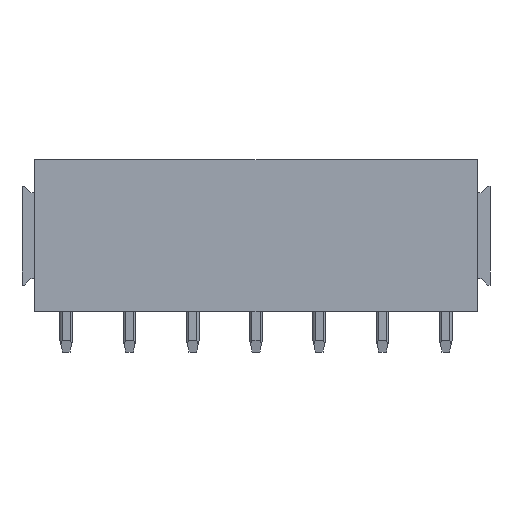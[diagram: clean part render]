
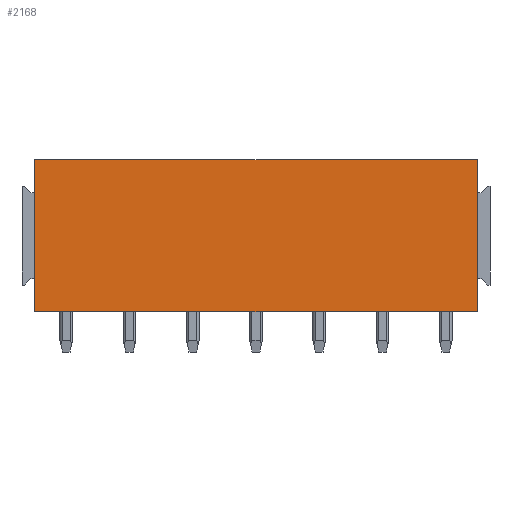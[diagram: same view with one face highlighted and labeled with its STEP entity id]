
A CAD part, front view. The second image highlights one B-rep face of the part: STEP entity #2168.
In plain terms, the highlighted planar face has unit normal (0, -1, 0).
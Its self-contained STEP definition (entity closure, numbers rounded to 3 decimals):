
#2148=AXIS2_PLACEMENT_3D('Plane Axis2P3D',#2145,#2146,#2147) ;
#629=CARTESIAN_POINT('Vertex',(36.,0.,3.2)) ;
#632=CARTESIAN_POINT('Line Origine',(18.5,0.,3.2)) ;
#636=CARTESIAN_POINT('Vertex',(1.,0.,3.2)) ;
#2120=CARTESIAN_POINT('Vertex',(36.,0.,15.2)) ;
#2123=CARTESIAN_POINT('Line Origine',(36.,0.,9.2)) ;
#2145=CARTESIAN_POINT('Axis2P3D Location',(1.,0.,3.2)) ;
#2150=CARTESIAN_POINT('Line Origine',(18.5,0.,15.2)) ;
#2154=CARTESIAN_POINT('Vertex',(1.,0.,15.2)) ;
#2157=CARTESIAN_POINT('Line Origine',(1.,0.,9.2)) ;
#633=DIRECTION('Vector Direction',(1.,0.,0.)) ;
#2124=DIRECTION('Vector Direction',(0.,0.,1.)) ;
#2146=DIRECTION('Axis2P3D Direction',(0.,1.,0.)) ;
#2147=DIRECTION('Axis2P3D XDirection',(0.,0.,1.)) ;
#2151=DIRECTION('Vector Direction',(1.,0.,0.)) ;
#2158=DIRECTION('Vector Direction',(0.,0.,1.)) ;
#634=VECTOR('Line Direction',#633,1.) ;
#2125=VECTOR('Line Direction',#2124,1.) ;
#2152=VECTOR('Line Direction',#2151,1.) ;
#2159=VECTOR('Line Direction',#2158,1.) ;
#2163=ORIENTED_EDGE('',*,*,#2127,.T.) ;
#2164=ORIENTED_EDGE('',*,*,#2156,.F.) ;
#2165=ORIENTED_EDGE('',*,*,#2161,.F.) ;
#2166=ORIENTED_EDGE('',*,*,#638,.T.) ;
#2168=ADVANCED_FACE('Housing',(#2167),#2149,.F.) ;
#638=EDGE_CURVE('',#637,#630,#635,.T.) ;
#2127=EDGE_CURVE('',#630,#2121,#2126,.T.) ;
#2156=EDGE_CURVE('',#2155,#2121,#2153,.T.) ;
#2161=EDGE_CURVE('',#637,#2155,#2160,.T.) ;
#2162=EDGE_LOOP('',(#2163,#2164,#2165,#2166)) ;
#2167=FACE_OUTER_BOUND('',#2162,.T.) ;
#635=LINE('Line',#632,#634) ;
#2126=LINE('Line',#2123,#2125) ;
#2153=LINE('Line',#2150,#2152) ;
#2160=LINE('Line',#2157,#2159) ;
#2149=PLANE('',#2148) ;
#630=VERTEX_POINT('',#629) ;
#637=VERTEX_POINT('',#636) ;
#2121=VERTEX_POINT('',#2120) ;
#2155=VERTEX_POINT('',#2154) ;
